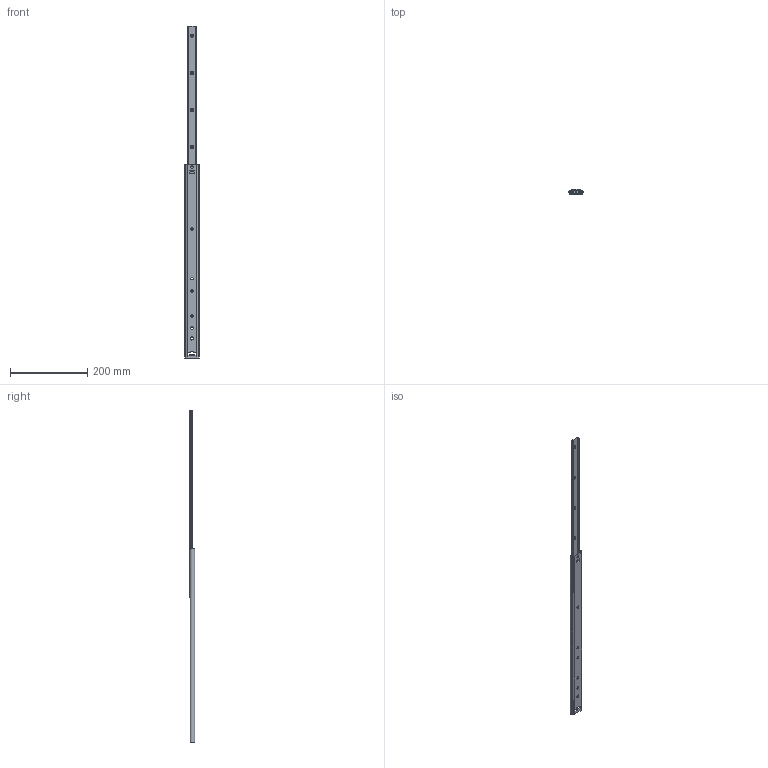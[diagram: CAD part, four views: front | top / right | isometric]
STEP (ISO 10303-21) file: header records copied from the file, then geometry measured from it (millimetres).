
FILE_DESCRIPTION((''),'2;1');
FILE_NAME('107-234_ASM','2015-05-05T',('w.jans'),(''),'PRO/ENGINEER BY PARAMETRIC TECHNOLOGY CORPORATION, 2003450','PRO/ENGINEER BY PARAMETRIC TECHNOLOGY CORPORATION, 2003450','');
FILE_SCHEMA(('CONFIG_CONTROL_DESIGN'));
Length unit declared in the file: millimetre
Products named in the file (13): 107-234-SKEL; 511-07-234-FA1; 511-07-234-FA1_ASM; 515-7XX-234F_AF0; 911-075_AF0; 911-075_AF1; 911-075; 911-075_AF2; 911-075_AF3; 515-7XX-234F_ASM; 513-07-234-FA2; 513-07-234-FA2_ASM; 107-234_ASM
Assembly tree (21 placements, depth 3):
  107-234_ASM
    107-234-SKEL
    511-07-234-FA1_ASM
      511-07-234-FA1
    515-7XX-234F_ASM
      515-7XX-234F_AF0
      911-075_AF0
      911-075_AF1
      911-075  x10
      911-075_AF2
      911-075_AF3
    513-07-234-FA2_ASM
      513-07-234-FA2
Bounding box: 37 x 13.5 x 858 mm (x, y, z)
Volume: 86974.3 mm3; surface area: 98722.4 mm2
Topology: 17 solids, 17 shells, 452 faces, 1294 edges, 820 vertices
Faces by surface type: plane 210, cylinder 192, sphere 28, bspline 14, cone 8
Entity records: 15857 total; most frequent: CARTESIAN_POINT 4069, ORIENTED_EDGE 2440, DIRECTION 2420, EDGE_CURVE 1220, AXIS2_PLACEMENT_3D 833, VERTEX_POINT 802, VECTOR 754, LINE 754
